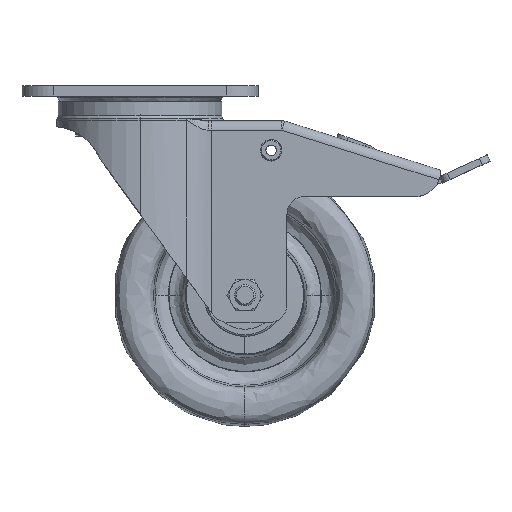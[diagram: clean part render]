
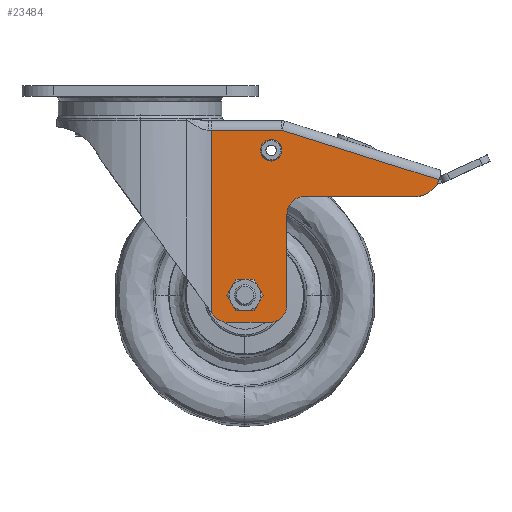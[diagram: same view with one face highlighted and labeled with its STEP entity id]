
A CAD part, top view. The second image highlights one B-rep face of the part: STEP entity #23484.
In plain terms, the highlighted planar face has unit normal (0, 0, 1).
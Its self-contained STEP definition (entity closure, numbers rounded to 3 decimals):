
#66 = VERTEX_POINT ( 'NONE', #67572 ) ;
#543 = DIRECTION ( 'NONE',  ( 0., 0., -1. ) ) ;
#711 = EDGE_CURVE ( 'NONE', #66, #50779, #62673, .T. ) ;
#2339 = DIRECTION ( 'NONE',  ( -1., 0., 0. ) ) ;
#2769 = CARTESIAN_POINT ( 'NONE',  ( 74., -125.397, 35. ) ) ;
#4138 = AXIS2_PLACEMENT_3D ( 'NONE', #55506, #16638, #62032 ) ;
#4199 = ORIENTED_EDGE ( 'NONE', *, *, #32404, .T. ) ;
#4300 = CIRCLE ( 'NONE', #4138, 6.15 ) ;
#5301 = VECTOR ( 'NONE', #29629, 1000. ) ;
#5687 = AXIS2_PLACEMENT_3D ( 'NONE', #62735, #23834, #69250 ) ;
#6158 = DIRECTION ( 'NONE',  ( -1., 0., 0. ) ) ;
#6459 = VERTEX_POINT ( 'NONE', #44788 ) ;
#7118 = EDGE_CURVE ( 'NONE', #54907, #24337, #33654, .T. ) ;
#7368 = LINE ( 'NONE', #23149, #5301 ) ;
#8113 = EDGE_CURVE ( 'NONE', #24337, #39486, #21083, .T. ) ;
#9255 = DIRECTION ( 'NONE',  ( -1., 0., 0. ) ) ;
#9715 = EDGE_CURVE ( 'NONE', #34864, #11556, #4300, .T. ) ;
#10784 = ORIENTED_EDGE ( 'NONE', *, *, #32166, .T. ) ;
#10988 = VERTEX_POINT ( 'NONE', #15886 ) ;
#11556 = VERTEX_POINT ( 'NONE', #41031 ) ;
#11662 = ORIENTED_EDGE ( 'NONE', *, *, #711, .T. ) ;
#12668 = VERTEX_POINT ( 'NONE', #45285 ) ;
#15204 = DIRECTION ( 'NONE',  ( 0., -1., 0. ) ) ;
#15416 = DIRECTION ( 'NONE',  ( -0.954, 0.301, 0. ) ) ;
#15886 = CARTESIAN_POINT ( 'NONE',  ( 157., -63.5, 35. ) ) ;
#16638 = DIRECTION ( 'NONE',  ( 0., 0., -1. ) ) ;
#17366 = CARTESIAN_POINT ( 'NONE',  ( 0., -19.781, 35. ) ) ;
#17811 = CIRCLE ( 'NONE', #63897, 6.15 ) ;
#19082 = EDGE_CURVE ( 'NONE', #6459, #66678, #46105, .T. ) ;
#19443 = EDGE_CURVE ( 'NONE', #77963, #77566, #36697, .T. ) ;
#20053 = EDGE_CURVE ( 'NONE', #10988, #54907, #35474, .T. ) ;
#21083 = LINE ( 'NONE', #21991, #55616 ) ;
#21474 = EDGE_LOOP ( 'NONE', ( #10784, #11662 ) ) ;
#21665 = ORIENTED_EDGE ( 'NONE', *, *, #57630, .T. ) ;
#21991 = CARTESIAN_POINT ( 'NONE',  ( 0., -25.5, 35. ) ) ;
#23149 = CARTESIAN_POINT ( 'NONE',  ( 0., -63.5, 35. ) ) ;
#23484 = ADVANCED_FACE ( 'NONE', ( #74264, #24530, #82427 ), #75519, .T. ) ;
#23834 = DIRECTION ( 'NONE',  ( 0., 0., 1. ) ) ;
#23879 = DIRECTION ( 'NONE',  ( 0., 1., 0. ) ) ;
#24337 = VERTEX_POINT ( 'NONE', #40515 ) ;
#24530 = FACE_OUTER_BOUND ( 'NONE', #37803, .T. ) ;
#25365 = CIRCLE ( 'NONE', #61248, 10. ) ;
#26444 = VERTEX_POINT ( 'NONE', #37872 ) ;
#27369 = ORIENTED_EDGE ( 'NONE', *, *, #20053, .T. ) ;
#27564 = AXIS2_PLACEMENT_3D ( 'NONE', #68050, #29088, #74547 ) ;
#29088 = DIRECTION ( 'NONE',  ( 0., 0., -1. ) ) ;
#29265 = DIRECTION ( 'NONE',  ( 1., 0., 0. ) ) ;
#29629 = DIRECTION ( 'NONE',  ( 1., 0., 0. ) ) ;
#29824 = VECTOR ( 'NONE', #15204, 1000. ) ;
#29955 = EDGE_CURVE ( 'NONE', #77566, #6459, #75276, .T. ) ;
#30789 = CIRCLE ( 'NONE', #36927, 6.1 ) ;
#31944 = EDGE_LOOP ( 'NONE', ( #33150, #32854 ) ) ;
#32166 = EDGE_CURVE ( 'NONE', #50779, #66, #30789, .T. ) ;
#32285 = AXIS2_PLACEMENT_3D ( 'NONE', #2769, #48236, #9255 ) ;
#32404 = EDGE_CURVE ( 'NONE', #39486, #26444, #62395, .T. ) ;
#32854 = ORIENTED_EDGE ( 'NONE', *, *, #9715, .T. ) ;
#33150 = ORIENTED_EDGE ( 'NONE', *, *, #68919, .T. ) ;
#33654 = LINE ( 'NONE', #60570, #66173 ) ;
#33671 = CARTESIAN_POINT ( 'NONE',  ( 40.697, -25.5, 35. ) ) ;
#33694 = CARTESIAN_POINT ( 'NONE',  ( 75., -37., 35. ) ) ;
#34519 = ORIENTED_EDGE ( 'NONE', *, *, #42785, .T. ) ;
#34864 = VERTEX_POINT ( 'NONE', #79571 ) ;
#35474 = CIRCLE ( 'NONE', #5687, 15. ) ;
#36697 = LINE ( 'NONE', #81256, #69262 ) ;
#36908 = EDGE_CURVE ( 'NONE', #66678, #12668, #63604, .T. ) ;
#36927 = AXIS2_PLACEMENT_3D ( 'NONE', #83890, #45088, #6158 ) ;
#37803 = EDGE_LOOP ( 'NONE', ( #51806, #58454, #79561, #60083, #55510, #21665, #27369, #52817, #38062, #4199, #34519 ) ) ;
#37872 = CARTESIAN_POINT ( 'NONE',  ( 40.697, -129.6, 35. ) ) ;
#38062 = ORIENTED_EDGE ( 'NONE', *, *, #8113, .T. ) ;
#39342 = CARTESIAN_POINT ( 'NONE',  ( 60., -119.897, 35. ) ) ;
#39486 = VERTEX_POINT ( 'NONE', #33671 ) ;
#40216 = DIRECTION ( 'NONE',  ( -1., 0., 0. ) ) ;
#40515 = CARTESIAN_POINT ( 'NONE',  ( 80.989, -25.5, 35. ) ) ;
#41016 = CARTESIAN_POINT ( 'NONE',  ( 40.697, -19.781, 35. ) ) ;
#41031 = CARTESIAN_POINT ( 'NONE',  ( 68.85, -37., 35. ) ) ;
#41166 = DIRECTION ( 'NONE',  ( 0., 0., 1. ) ) ;
#42785 = EDGE_CURVE ( 'NONE', #26444, #79133, #72765, .T. ) ;
#44788 = CARTESIAN_POINT ( 'NONE',  ( 84., -125.397, 35. ) ) ;
#45088 = DIRECTION ( 'NONE',  ( 0., 0., -1. ) ) ;
#45285 = CARTESIAN_POINT ( 'NONE',  ( 94., -63.5, 35. ) ) ;
#45969 = DIRECTION ( 'NONE',  ( -1., 0., 0. ) ) ;
#46105 = LINE ( 'NONE', #75398, #78546 ) ;
#48236 = DIRECTION ( 'NONE',  ( 0., 0., 1. ) ) ;
#50571 = AXIS2_PLACEMENT_3D ( 'NONE', #39342, #543, #45969 ) ;
#50779 = VERTEX_POINT ( 'NONE', #69328 ) ;
#51354 = CARTESIAN_POINT ( 'NONE',  ( 84., -73.5, 35. ) ) ;
#51806 = ORIENTED_EDGE ( 'NONE', *, *, #76237, .T. ) ;
#52817 = ORIENTED_EDGE ( 'NONE', *, *, #7118, .T. ) ;
#54907 = VERTEX_POINT ( 'NONE', #56428 ) ;
#55506 = CARTESIAN_POINT ( 'NONE',  ( 75., -37., 35. ) ) ;
#55510 = ORIENTED_EDGE ( 'NONE', *, *, #36908, .T. ) ;
#55515 = VECTOR ( 'NONE', #63577, 1000. ) ;
#55616 = VECTOR ( 'NONE', #67425, 1000. ) ;
#55662 = CARTESIAN_POINT ( 'NONE',  ( 74., -135.397, 35. ) ) ;
#56428 = CARTESIAN_POINT ( 'NONE',  ( 171.002, -53.881, 35. ) ) ;
#57630 = EDGE_CURVE ( 'NONE', #12668, #10988, #7368, .T. ) ;
#58454 = ORIENTED_EDGE ( 'NONE', *, *, #19443, .T. ) ;
#59700 = CARTESIAN_POINT ( 'NONE',  ( 50., -135.397, 35. ) ) ;
#60083 = ORIENTED_EDGE ( 'NONE', *, *, #19082, .T. ) ;
#60570 = CARTESIAN_POINT ( 'NONE',  ( 171.002, -53.881, 35. ) ) ;
#61179 = CARTESIAN_POINT ( 'NONE',  ( 41.901, -131.262, 35. ) ) ;
#61248 = AXIS2_PLACEMENT_3D ( 'NONE', #80078, #41166, #2339 ) ;
#62032 = DIRECTION ( 'NONE',  ( -1., 0., 0. ) ) ;
#62395 = LINE ( 'NONE', #41016, #29824 ) ;
#62673 = CIRCLE ( 'NONE', #50571, 6.1 ) ;
#62735 = CARTESIAN_POINT ( 'NONE',  ( 157., -48.5, 35. ) ) ;
#62783 = DIRECTION ( 'NONE',  ( 0., 0., 1. ) ) ;
#63577 = DIRECTION ( 'NONE',  ( 0.587, -0.81, 0. ) ) ;
#63604 = CIRCLE ( 'NONE', #27564, 10. ) ;
#63897 = AXIS2_PLACEMENT_3D ( 'NONE', #33694, #79138, #40216 ) ;
#66173 = VECTOR ( 'NONE', #15416, 1000. ) ;
#66678 = VERTEX_POINT ( 'NONE', #51354 ) ;
#67425 = DIRECTION ( 'NONE',  ( -1., 0., 0. ) ) ;
#67572 = CARTESIAN_POINT ( 'NONE',  ( 66.1, -119.897, 35. ) ) ;
#68050 = CARTESIAN_POINT ( 'NONE',  ( 94., -73.5, 35. ) ) ;
#68919 = EDGE_CURVE ( 'NONE', #11556, #34864, #17811, .T. ) ;
#69250 = DIRECTION ( 'NONE',  ( 0., 1., 0. ) ) ;
#69262 = VECTOR ( 'NONE', #29265, 1000. ) ;
#69328 = CARTESIAN_POINT ( 'NONE',  ( 53.9, -119.897, 35. ) ) ;
#71535 = CARTESIAN_POINT ( 'NONE',  ( -23.047, -41.588, 35. ) ) ;
#71812 = AXIS2_PLACEMENT_3D ( 'NONE', #17366, #62783, #23879 ) ;
#72765 = LINE ( 'NONE', #71535, #55515 ) ;
#74264 = FACE_BOUND ( 'NONE', #31944, .T. ) ;
#74547 = DIRECTION ( 'NONE',  ( 0., 1., 0. ) ) ;
#75276 = CIRCLE ( 'NONE', #32285, 10. ) ;
#75398 = CARTESIAN_POINT ( 'NONE',  ( 84., -19.781, 35. ) ) ;
#75519 = PLANE ( 'NONE',  #71812 ) ;
#76237 = EDGE_CURVE ( 'NONE', #79133, #77963, #25365, .T. ) ;
#77566 = VERTEX_POINT ( 'NONE', #55662 ) ;
#77963 = VERTEX_POINT ( 'NONE', #59700 ) ;
#78546 = VECTOR ( 'NONE', #81926, 1000. ) ;
#79133 = VERTEX_POINT ( 'NONE', #61179 ) ;
#79138 = DIRECTION ( 'NONE',  ( 0., 0., -1. ) ) ;
#79561 = ORIENTED_EDGE ( 'NONE', *, *, #29955, .T. ) ;
#79571 = CARTESIAN_POINT ( 'NONE',  ( 81.15, -37., 35. ) ) ;
#80078 = CARTESIAN_POINT ( 'NONE',  ( 50., -125.397, 35. ) ) ;
#81256 = CARTESIAN_POINT ( 'NONE',  ( 0., -135.397, 35. ) ) ;
#81926 = DIRECTION ( 'NONE',  ( 0., 1., 0. ) ) ;
#82427 = FACE_BOUND ( 'NONE', #21474, .T. ) ;
#83890 = CARTESIAN_POINT ( 'NONE',  ( 60., -119.897, 35. ) ) ;
